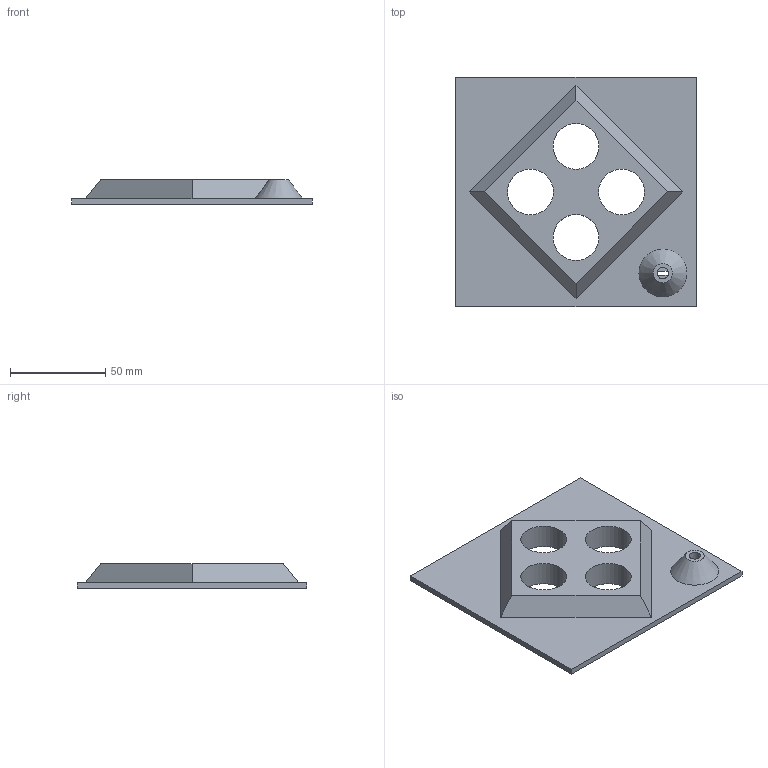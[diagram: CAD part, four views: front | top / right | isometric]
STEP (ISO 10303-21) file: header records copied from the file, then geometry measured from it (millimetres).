
FILE_DESCRIPTION(/* description */ (''),/* implementation_level */ '2;1');
FILE_NAME(/* name */ '7788e6d7-7cd9-48c3-a65c-fc7821245796.stp',/* time_stamp */ '2018-12-10T15:03:26+00:00',/* author */ (''),/* organization */ (''),/* preprocessor_version */ 'ST-DEVELOPER v17.2',/* originating_system */ 'Autodesk Translation Framework v7.6.0.251',/* authorisation */ '');
FILE_SCHEMA (('AUTOMOTIVE_DESIGN { 1 0 10303 214 3 1 1 }'));
Length unit declared in the file: millimetre
Products named in the file (2): Front Face Simon; light_cone
Assembly tree (1 placements, depth 2):
  Front Face Simon
    light_cone
Bounding box: 126 x 120 x 13 mm (x, y, z)
Volume: 77939.9 mm3; surface area: 35141.2 mm2
Topology: 2 solids, 2 shells, 31 faces, 72 edges, 46 vertices
Faces by surface type: plane 25, cylinder 5, cone 1
Full cylindrical faces by diameter (mm): 6 x1, 24 x4
Entity records: 983 total; most frequent: DIRECTION 160, CARTESIAN_POINT 153, ORIENTED_EDGE 144, EDGE_CURVE 72, LINE 54, VECTOR 54, AXIS2_PLACEMENT_3D 53, VERTEX_POINT 46
